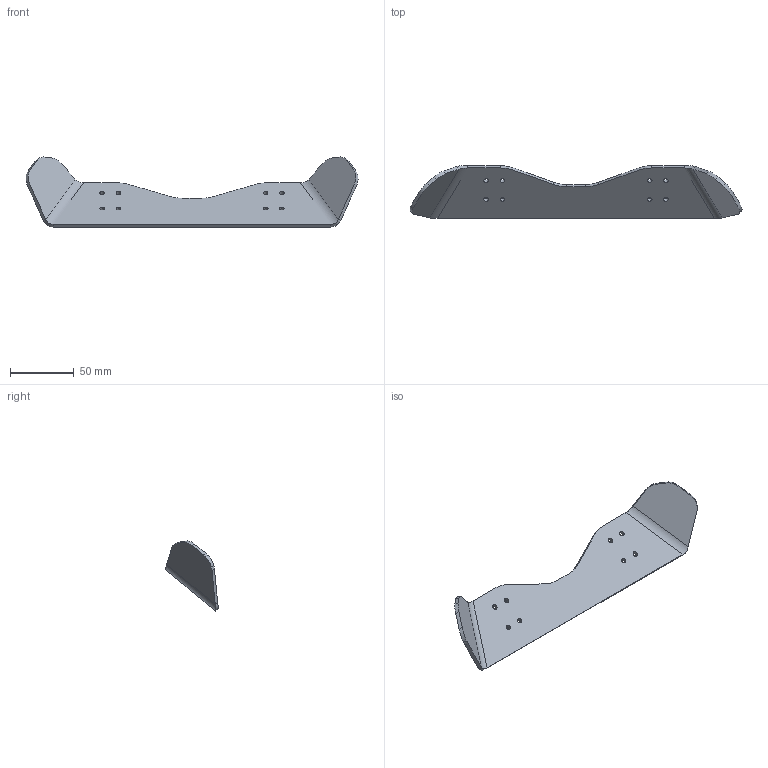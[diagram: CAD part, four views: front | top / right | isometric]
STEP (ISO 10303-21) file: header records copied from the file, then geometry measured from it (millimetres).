
FILE_DESCRIPTION (( 'STEP AP214' ), '1' );
FILE_NAME ('Extendef Wedge Billet.STEP', '2024-01-27T01:40:30', ( '' ), ( '' ), 'SwSTEP 2.0', 'SolidWorks 2023', '' );
FILE_SCHEMA (( 'AUTOMOTIVE_DESIGN' ));
Length unit declared in the file: inch
Products named in the file (1): Extendef Wedge Billet
Bounding box: 259.39 x 41.1 x 54.71 mm (x, y, z)
Volume: 34605.3 mm3; surface area: 26796.4 mm2
Topology: 1 solids, 1 shells, 56 faces, 146 edges, 92 vertices
Faces by surface type: cylinder 31, plane 20, bspline 5
Entity records: 1905 total; most frequent: CARTESIAN_POINT 479, ORIENTED_EDGE 292, DIRECTION 289, EDGE_CURVE 146, AXIS2_PLACEMENT_3D 106, VERTEX_POINT 92, VECTOR 77, LINE 77
